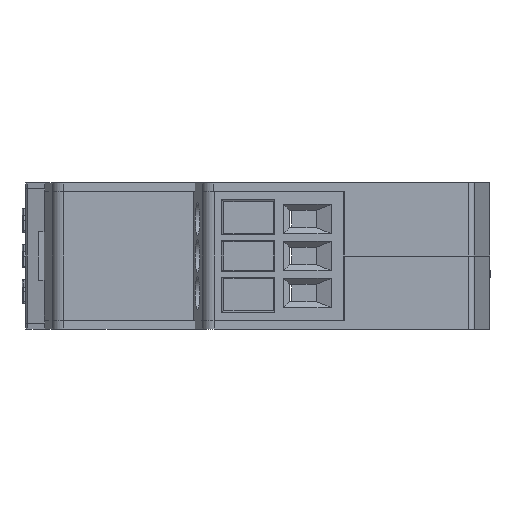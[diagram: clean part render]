
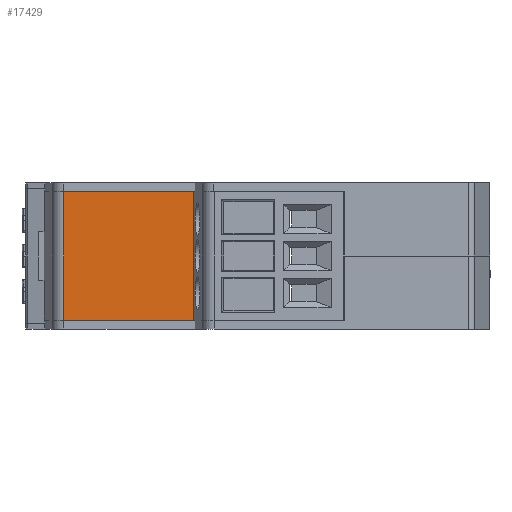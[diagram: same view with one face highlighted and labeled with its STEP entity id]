
A CAD part, left-side view. The second image highlights one B-rep face of the part: STEP entity #17429.
In plain terms, the highlighted planar face has unit normal (-1, 0, 0).
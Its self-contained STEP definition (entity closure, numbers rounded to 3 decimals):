
#1830 = DIRECTION ( 'NONE',  ( 0., 0., 1. ) ) ;
#2319 = VECTOR ( 'NONE', #24326, 1000. ) ;
#3121 = DIRECTION ( 'NONE',  ( 0., 1., 0. ) ) ;
#3240 = CARTESIAN_POINT ( 'NONE',  ( -34.8, 44.728, 1.5 ) ) ;
#3594 = EDGE_CURVE ( 'NONE', #89961, #49040, #71097, .T. ) ;
#3689 = CARTESIAN_POINT ( 'NONE',  ( -34.8, 66.389, 1.5 ) ) ;
#8446 = ORIENTED_EDGE ( 'NONE', *, *, #35567, .F. ) ;
#9961 = CARTESIAN_POINT ( 'NONE',  ( -34.8, 66.389, 1.5 ) ) ;
#11659 = LINE ( 'NONE', #3689, #65379 ) ;
#15283 = CARTESIAN_POINT ( 'NONE',  ( -34.8, 44.728, 23. ) ) ;
#17394 = VECTOR ( 'NONE', #62811, 1000. ) ;
#17429 = ADVANCED_FACE ( 'NONE', ( #33630 ), #84855, .F. ) ;
#21171 = LINE ( 'NONE', #58907, #2319 ) ;
#21920 = AXIS2_PLACEMENT_3D ( 'NONE', #84260, #84250, #84149 ) ;
#24326 = DIRECTION ( 'NONE',  ( 0., 0., -1. ) ) ;
#28437 = VERTEX_POINT ( 'NONE', #65662 ) ;
#28665 = VECTOR ( 'NONE', #3121, 1000. ) ;
#33630 = FACE_OUTER_BOUND ( 'NONE', #89336, .T. ) ;
#33637 = EDGE_CURVE ( 'NONE', #28437, #38038, #65881, .T. ) ;
#35567 = EDGE_CURVE ( 'NONE', #38038, #89961, #11659, .T. ) ;
#37232 = ORIENTED_EDGE ( 'NONE', *, *, #60643, .F. ) ;
#38038 = VERTEX_POINT ( 'NONE', #9961 ) ;
#40198 = CARTESIAN_POINT ( 'NONE',  ( -34.8, 66.389, 23. ) ) ;
#49040 = VERTEX_POINT ( 'NONE', #15283 ) ;
#58907 = CARTESIAN_POINT ( 'NONE',  ( -34.8, 44.728, 1.5 ) ) ;
#60643 = EDGE_CURVE ( 'NONE', #49040, #28437, #21171, .T. ) ;
#61803 = CARTESIAN_POINT ( 'NONE',  ( -34.8, 44.728, 23. ) ) ;
#62811 = DIRECTION ( 'NONE',  ( 0., -1., 0. ) ) ;
#65379 = VECTOR ( 'NONE', #1830, 1000. ) ;
#65662 = CARTESIAN_POINT ( 'NONE',  ( -34.8, 44.728, 1.5 ) ) ;
#65881 = LINE ( 'NONE', #3240, #28665 ) ;
#70005 = ORIENTED_EDGE ( 'NONE', *, *, #3594, .F. ) ;
#71097 = LINE ( 'NONE', #61803, #17394 ) ;
#84149 = DIRECTION ( 'NONE',  ( 0., 0., -1. ) ) ;
#84250 = DIRECTION ( 'NONE',  ( 1., 0., 0. ) ) ;
#84260 = CARTESIAN_POINT ( 'NONE',  ( -34.8, 44.728, 1.5 ) ) ;
#84855 = PLANE ( 'NONE',  #21920 ) ;
#89336 = EDGE_LOOP ( 'NONE', ( #8446, #90283, #37232, #70005 ) ) ;
#89961 = VERTEX_POINT ( 'NONE', #40198 ) ;
#90283 = ORIENTED_EDGE ( 'NONE', *, *, #33637, .F. ) ;
